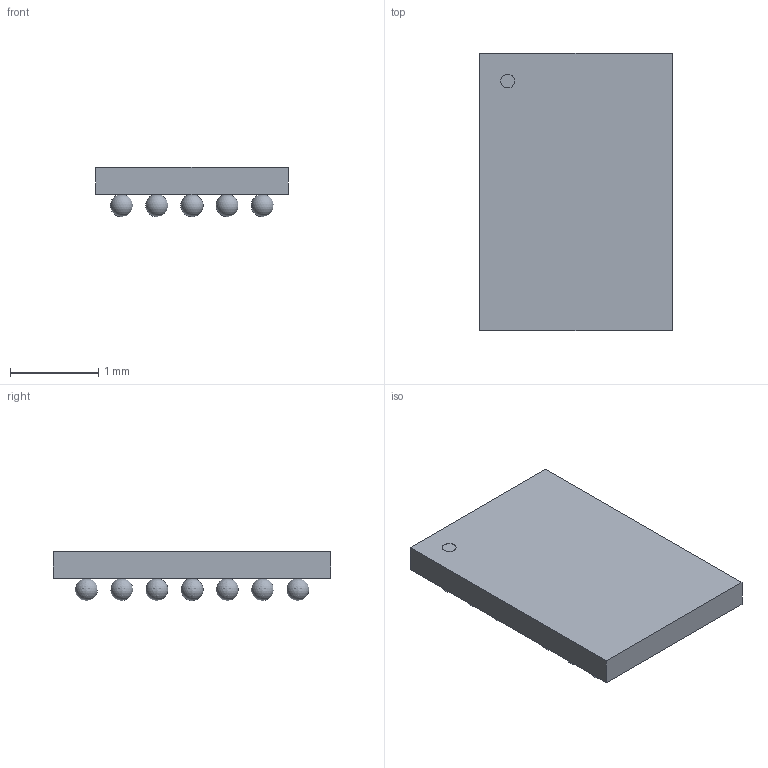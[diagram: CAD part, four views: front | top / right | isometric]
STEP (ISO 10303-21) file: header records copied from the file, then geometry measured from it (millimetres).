
FILE_DESCRIPTION(('STEP AP214'),'1');
FILE_NAME('BGA33_WLCSP33_ADI','2024-02-29T06:45:46',(''),(''),'','','');
FILE_SCHEMA(('AUTOMOTIVE_DESIGN'));
Length unit declared in the file: millimetre
Products named in the file (1): product
Bounding box: 2.18 x 3.15 x 0.56 mm (x, y, z)
Volume: 2.4 mm3; surface area: 23.8 mm2
Topology: 35 solids, 35 shells, 42 faces, 114 edges, 76 vertices
Faces by surface type: sphere 33, plane 8, cylinder 1
Full cylindrical faces by diameter (mm): 0.157 x1
Entity records: 670 total; most frequent: DIRECTION 104, CARTESIAN_POINT 56, AXIS2_PLACEMENT_3D 46, STYLED_ITEM 42, ADVANCED_FACE 42, MANIFOLD_SOLID_BREP 35, CLOSED_SHELL 35, SPHERICAL_SURFACE 33
